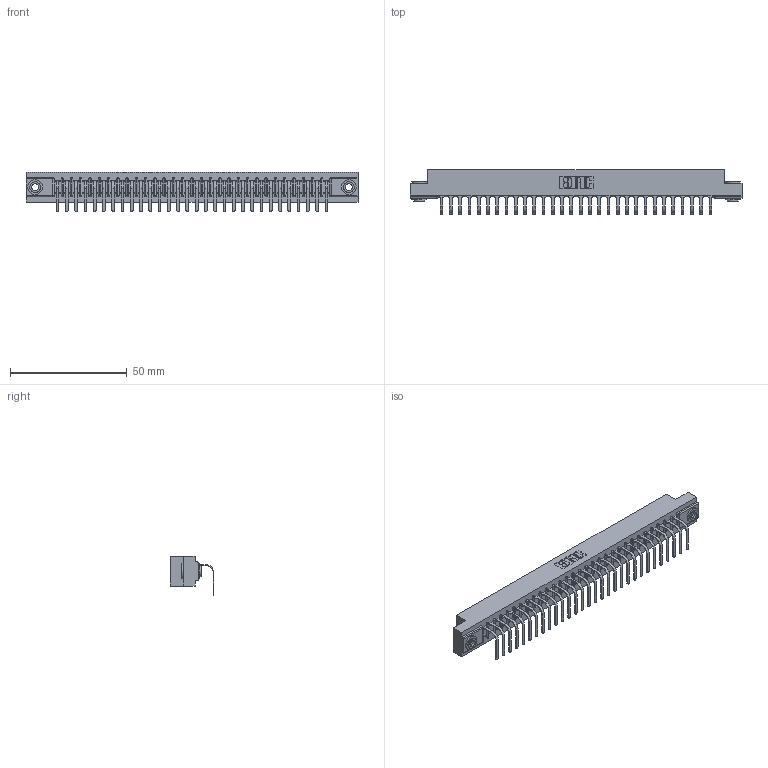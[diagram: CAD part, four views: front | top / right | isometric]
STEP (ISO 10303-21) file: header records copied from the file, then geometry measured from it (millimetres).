
FILE_DESCRIPTION (( 'STEP AP203' ), '1' );
FILE_NAME ('357-030-458-103.STEP', '2022-07-18T21:11:30', ( '' ), ( '' ), 'SwSTEP 2.0', 'SolidWorks 2020', '' );
FILE_SCHEMA (( 'CONFIG_CONTROL_DESIGN' ));
Length unit declared in the file: inch
Products named in the file (4): 345-250-002_345-250-002-102; 357-030-458-103; 307-290-001_558 - 2 (Single); 307 Part_.156 Dia Mounting Holes
Assembly tree (33 placements, depth 2):
  357-030-458-103
    307 Part_.156 Dia Mounting Holes
    307-290-001_558 - 2 (Single)  x30
    345-250-002_345-250-002-102  x2
Bounding box: 141.88 x 18.78 x 16.8 mm (x, y, z)
Volume: 14785.8 mm3; surface area: 16567.2 mm2
Topology: 33 solids, 33 shells, 2001 faces, 5655 edges, 3642 vertices
Faces by surface type: plane 1264, cylinder 667, sphere 62, cone 8
Entity records: 28367 total; most frequent: CARTESIAN_POINT 4753, ORIENTED_EDGE 4730, DIRECTION 4645, EDGE_CURVE 2365, VECTOR 1801, LINE 1801, VERTEX_POINT 1530, AXIS2_PLACEMENT_3D 1422
